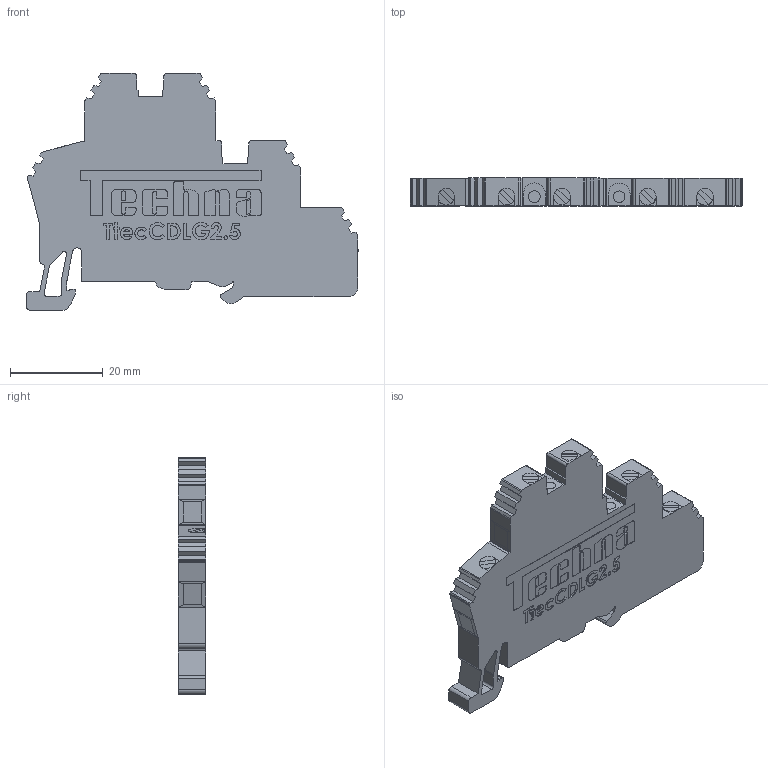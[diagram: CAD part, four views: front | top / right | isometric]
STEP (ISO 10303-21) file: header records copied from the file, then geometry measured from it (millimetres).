
FILE_DESCRIPTION (( 'STEP AP214' ), '1' );
FILE_NAME ('TtecCDLG2.5.STEP', '2020-06-17T12:12:12', ( '' ), ( '' ), 'SwSTEP 2.0', 'SolidWorks 2020', '' );
FILE_SCHEMA (( 'AUTOMOTIVE_DESIGN' ));
Length unit declared in the file: millimetre
Products named in the file (1): TtecCDLG2.5
Bounding box: 71.71 x 6 x 51.2 mm (x, y, z)
Volume: 13942.2 mm3; surface area: 6672 mm2
Topology: 1 solids, 1 shells, 805 faces, 2211 edges, 1452 vertices
Faces by surface type: plane 511, cylinder 178, bspline 116
Entity records: 37797 total; most frequent: CARTESIAN_POINT 11785, ORIENTED_EDGE 4422, DIRECTION 3735, EDGE_CURVE 2211, LINE 1603, VECTOR 1603, VERTEX_POINT 1452, AXIS2_PLACEMENT_3D 1066
